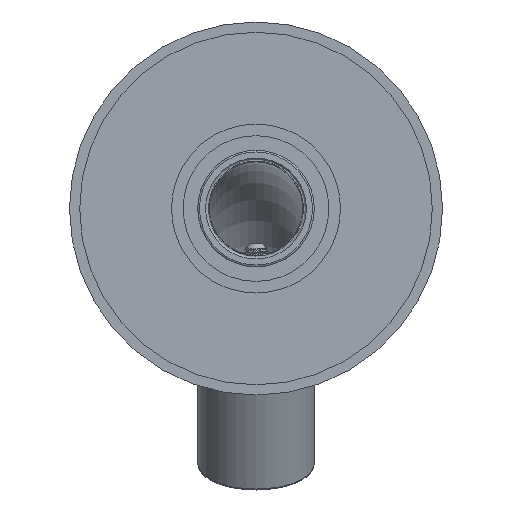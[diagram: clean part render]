
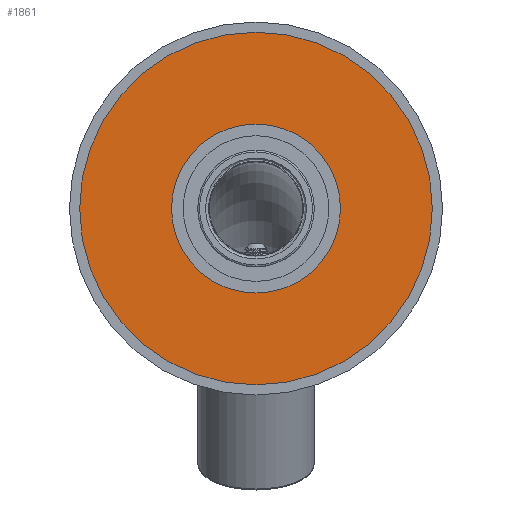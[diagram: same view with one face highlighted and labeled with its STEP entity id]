
A CAD part, left-side view. The second image highlights one B-rep face of the part: STEP entity #1861.
In plain terms, the highlighted planar face has unit normal (-1, 0, 0).
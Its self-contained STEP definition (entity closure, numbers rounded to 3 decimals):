
#347=ORIENTED_EDGE('',*,*,#850,.T.);
#348=ORIENTED_EDGE('',*,*,#849,.F.);
#849=EDGE_CURVE('',#1103,#1103,#1290,.T.);
#850=EDGE_CURVE('',#1104,#1104,#1291,.T.);
#1103=VERTEX_POINT('',#2910);
#1104=VERTEX_POINT('',#2913);
#1290=CIRCLE('',#2051,14.5);
#1291=CIRCLE('',#2053,30.25);
#1421=EDGE_LOOP('',(#347));
#1422=EDGE_LOOP('',(#348));
#1612=FACE_BOUND('',#1421,.T.);
#1613=FACE_BOUND('',#1422,.T.);
#1794=PLANE('',#2052);
#1861=ADVANCED_FACE('',(#1612,#1613),#1794,.T.);
#2051=AXIS2_PLACEMENT_3D('',#2909,#2318,#2319);
#2052=AXIS2_PLACEMENT_3D('',#2911,#2320,#2321);
#2053=AXIS2_PLACEMENT_3D('',#2912,#2322,#2323);
#2318=DIRECTION('',(-1.,0.,0.));
#2319=DIRECTION('',(0.,0.,1.));
#2320=DIRECTION('',(-1.,0.,0.));
#2321=DIRECTION('',(0.,0.,1.));
#2322=DIRECTION('',(-1.,0.,0.));
#2323=DIRECTION('',(0.,0.,1.));
#2909=CARTESIAN_POINT('',(-2.3,0.,0.));
#2910=CARTESIAN_POINT('',(-2.3,0.,14.5));
#2911=CARTESIAN_POINT('',(-2.3,14.5,0.));
#2912=CARTESIAN_POINT('',(-2.3,0.,0.));
#2913=CARTESIAN_POINT('',(-2.3,0.,30.25));
